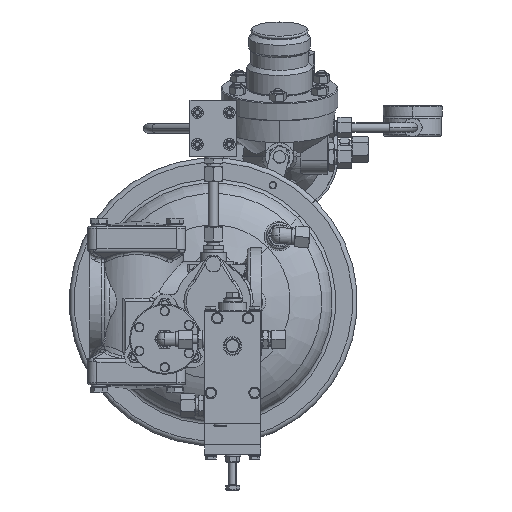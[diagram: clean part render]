
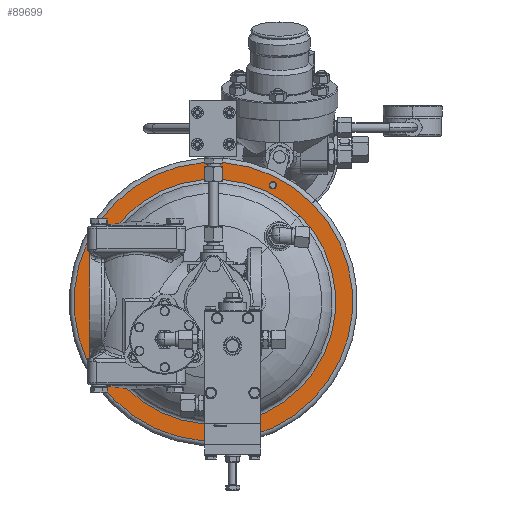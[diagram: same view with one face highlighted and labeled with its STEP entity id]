
A CAD part, front view. The second image highlights one B-rep face of the part: STEP entity #89699.
In plain terms, the highlighted planar face has unit normal (0, -1, 0).
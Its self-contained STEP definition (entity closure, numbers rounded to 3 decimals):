
#1595 = CARTESIAN_POINT ( 'NONE',  ( 102.654, 138.759, 125.664 ) ) ;
#3928 = ORIENTED_EDGE ( 'NONE', *, *, #67050, .F. ) ;
#6204 = EDGE_LOOP ( 'NONE', ( #3928, #53747 ) ) ;
#6319 = CIRCLE ( 'NONE', #101281, 4. ) ;
#9622 = CARTESIAN_POINT ( 'NONE',  ( -49.575, 138.759, -92.563 ) ) ;
#12023 = EDGE_CURVE ( 'Defeature ausgef�hrt7_1306+Defeature ausgef�hrt7_1322+Defeature ausgef�hrt7_1322+Defeature ausgef�hrt7_1322', #113423, #121916, #122650, .T. ) ;
#15482 = AXIS2_PLACEMENT_3D ( 'NONE', #85019, #86925, #17769 ) ;
#15539 = EDGE_CURVE ( 'Defeature ausgef�hrt7_1306+Defeature ausgef�hrt7_1322+Defeature ausgef�hrt7_1322+Defeature ausgef�hrt7_1322', #121916, #113423, #77533, .T. ) ;
#16580 = CARTESIAN_POINT ( 'NONE',  ( 42.988, 138.759, 0. ) ) ;
#17769 = DIRECTION ( 'NONE',  ( -0.707, 0., -0.707 ) ) ;
#18346 = ORIENTED_EDGE ( 'NONE', *, *, #15539, .T. ) ;
#21608 = CARTESIAN_POINT ( 'NONE',  ( -62.371, 138.759, -105.359 ) ) ;
#21740 = AXIS2_PLACEMENT_3D ( 'NONE', #16580, #46945, #75399 ) ;
#22746 = AXIS2_PLACEMENT_3D ( 'NONE', #59920, #43038, #72137 ) ;
#25670 = CARTESIAN_POINT ( 'NONE',  ( 148.347, 138.759, 105.359 ) ) ;
#25836 = DIRECTION ( 'NONE',  ( 0., -1., 0. ) ) ;
#26424 = DIRECTION ( 'NONE',  ( 0., 1., 0. ) ) ;
#27766 = DIRECTION ( 'NONE',  ( 0., -1., 0. ) ) ;
#29026 = VERTEX_POINT ( 'NONE', #21608 ) ;
#36523 = FACE_OUTER_BOUND ( 'NONE', #123679, .T. ) ;
#37837 = ORIENTED_EDGE ( 'NONE', *, *, #12023, .T. ) ;
#43038 = DIRECTION ( 'NONE',  ( 0., -1., 0. ) ) ;
#44642 = DIRECTION ( 'NONE',  ( -1., 0., 0. ) ) ;
#46945 = DIRECTION ( 'NONE',  ( 0., 1., 0. ) ) ;
#48883 = DIRECTION ( 'NONE',  ( 0., -1., 0. ) ) ;
#48932 = AXIS2_PLACEMENT_3D ( 'NONE', #70189, #48883, #59864 ) ;
#53747 = ORIENTED_EDGE ( 'NONE', *, *, #61216, .F. ) ;
#55122 = CIRCLE ( 'NONE', #48932, 4. ) ;
#55975 = EDGE_LOOP ( 'NONE', ( #18346, #37837 ) ) ;
#56221 = CARTESIAN_POINT ( 'NONE',  ( 42.988, 138.759, 0. ) ) ;
#58734 = EDGE_CURVE ( 'Defeature ausgef�hrt7_1306+Defeature ausgef�hrt7_1323+Defeature ausgef�hrt7_1323+Defeature ausgef�hrt7_1323', #116915, #29026, #63898, .T. ) ;
#59864 = DIRECTION ( 'NONE',  ( -1., 0., 0. ) ) ;
#59920 = CARTESIAN_POINT ( 'NONE',  ( 42.988, 138.759, 0. ) ) ;
#61216 = EDGE_CURVE ( 'Defeature ausgef�hrt7_1328+Defeature ausgef�hrt7_1306+Defeature ausgef�hrt7_1306+Defeature ausgef�hrt7_1306', #73709, #87310, #6319, .T. ) ;
#63898 = CIRCLE ( 'NONE', #80403, 149. ) ;
#67050 = EDGE_CURVE ( 'Defeature ausgef�hrt7_1328+Defeature ausgef�hrt7_1306+Defeature ausgef�hrt7_1306+Defeature ausgef�hrt7_1306', #87310, #73709, #55122, .T. ) ;
#70189 = CARTESIAN_POINT ( 'NONE',  ( 106.546, 138.759, 124.741 ) ) ;
#72137 = DIRECTION ( 'NONE',  ( -0.707, 0., -0.707 ) ) ;
#73709 = VERTEX_POINT ( 'NONE', #108205 ) ;
#74396 = DIRECTION ( 'NONE',  ( -0.707, 0., -0.707 ) ) ;
#75399 = DIRECTION ( 'NONE',  ( -0.707, 0., -0.707 ) ) ;
#76601 = PLANE ( 'NONE',  #15482 ) ;
#76932 = CARTESIAN_POINT ( 'NONE',  ( 42.988, 138.759, 0. ) ) ;
#77533 = CIRCLE ( 'NONE', #21740, 130.904 ) ;
#78541 = CIRCLE ( 'NONE', #22746, 149. ) ;
#80403 = AXIS2_PLACEMENT_3D ( 'NONE', #76932, #25836, #74396 ) ;
#85019 = CARTESIAN_POINT ( 'NONE',  ( 151.882, 138.759, 108.894 ) ) ;
#86925 = DIRECTION ( 'NONE',  ( 0., 1., 0. ) ) ;
#87147 = CARTESIAN_POINT ( 'NONE',  ( 135.551, 138.759, 92.563 ) ) ;
#87310 = VERTEX_POINT ( 'NONE', #1595 ) ;
#89699 = ADVANCED_FACE ( 'Defeature ausgef�hrt7_1306', ( #125149, #36523, #103793 ), #76601, .F. ) ;
#91106 = ORIENTED_EDGE ( 'NONE', *, *, #58734, .T. ) ;
#91394 = ORIENTED_EDGE ( 'NONE', *, *, #107426, .T. ) ;
#95641 = DIRECTION ( 'NONE',  ( -0.707, 0., -0.707 ) ) ;
#95695 = CARTESIAN_POINT ( 'NONE',  ( 106.546, 138.759, 124.741 ) ) ;
#101281 = AXIS2_PLACEMENT_3D ( 'NONE', #95695, #27766, #44642 ) ;
#103793 = FACE_BOUND ( 'NONE', #55975, .T. ) ;
#107426 = EDGE_CURVE ( 'Defeature ausgef�hrt7_1306+Defeature ausgef�hrt7_1323+Defeature ausgef�hrt7_1323+Defeature ausgef�hrt7_1323', #29026, #116915, #78541, .T. ) ;
#108205 = CARTESIAN_POINT ( 'NONE',  ( 110.439, 138.759, 123.818 ) ) ;
#113423 = VERTEX_POINT ( 'NONE', #87147 ) ;
#116915 = VERTEX_POINT ( 'NONE', #25670 ) ;
#121916 = VERTEX_POINT ( 'NONE', #9622 ) ;
#122650 = CIRCLE ( 'NONE', #124712, 130.904 ) ;
#123679 = EDGE_LOOP ( 'NONE', ( #91394, #91106 ) ) ;
#124712 = AXIS2_PLACEMENT_3D ( 'NONE', #56221, #26424, #95641 ) ;
#125149 = FACE_BOUND ( 'NONE', #6204, .T. ) ;
